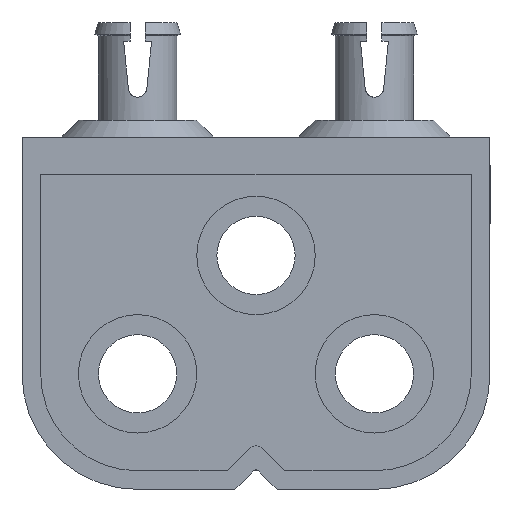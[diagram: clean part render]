
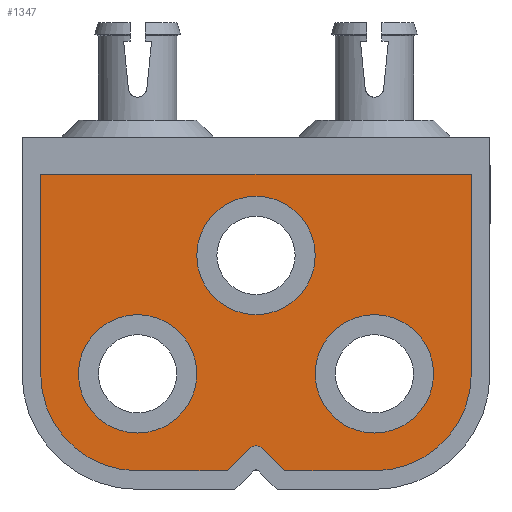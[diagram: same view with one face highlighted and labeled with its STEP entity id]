
A CAD part, front view. The second image highlights one B-rep face of the part: STEP entity #1347.
In plain terms, the highlighted planar face has unit normal (0, -1, 0).
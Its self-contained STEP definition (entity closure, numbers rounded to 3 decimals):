
#426=CARTESIAN_POINT('',(5.996,-4.175,-16.708));
#427=VERTEX_POINT('',#426);
#428=CARTESIAN_POINT('',(6.704,-4.175,-16.708));
#429=VERTEX_POINT('',#428);
#430=CARTESIAN_POINT('',(6.35,-4.175,-17.062));
#431=DIRECTION('',(0.0,1.0,0.0));
#432=DIRECTION('',(-0.707,0.0,0.707));
#433=AXIS2_PLACEMENT_3D('',#430,#431,#432);
#434=CIRCLE('',#433,0.5);
#435=EDGE_CURVE('',#427,#429,#434,.T.);
#489=CARTESIAN_POINT('',(4.804,-4.175,-17.9));
#490=VERTEX_POINT('',#489);
#491=CARTESIAN_POINT('',(4.804,-4.175,-17.9));
#492=DIRECTION('',(0.707,0.0,0.707));
#493=VECTOR('',#492,1.686);
#494=LINE('',#491,#493);
#495=EDGE_CURVE('',#490,#427,#494,.T.);
#513=CARTESIAN_POINT('',(7.896,-4.175,-17.9));
#514=VERTEX_POINT('',#513);
#515=CARTESIAN_POINT('',(6.704,-4.175,-16.708));
#516=DIRECTION('',(0.707,0.0,-0.707));
#517=VECTOR('',#516,1.686);
#518=LINE('',#515,#517);
#519=EDGE_CURVE('',#429,#514,#518,.T.);
#538=CARTESIAN_POINT('',(0.,-4.175,-17.9));
#539=VERTEX_POINT('',#538);
#540=CARTESIAN_POINT('',(0.,-4.175,-17.9));
#541=DIRECTION('',(1.0,0.0,0.0));
#542=VECTOR('',#541,4.804);
#543=LINE('',#540,#542);
#544=EDGE_CURVE('',#539,#490,#543,.T.);
#563=CARTESIAN_POINT('',(12.7,-4.175,-17.9));
#564=VERTEX_POINT('',#563);
#571=CARTESIAN_POINT('',(7.896,-4.175,-17.9));
#572=DIRECTION('',(1.0,0.0,0.0));
#573=VECTOR('',#572,4.804);
#574=LINE('',#571,#573);
#575=EDGE_CURVE('',#514,#564,#574,.T.);
#953=CARTESIAN_POINT('',(9.525,-4.175,-12.7));
#954=VERTEX_POINT('',#953);
#955=CARTESIAN_POINT('',(12.7,-4.175,-12.7));
#956=DIRECTION('',(0.0,1.0,0.0));
#957=DIRECTION('',(1.0,0.0,0.0));
#958=AXIS2_PLACEMENT_3D('',#955,#956,#957);
#959=CIRCLE('',#958,3.175);
#960=EDGE_CURVE('',#954,#954,#959,.T.);
#1025=CARTESIAN_POINT('',(-3.175,-4.175,-12.7));
#1026=VERTEX_POINT('',#1025);
#1027=CARTESIAN_POINT('',(0.,-4.175,-12.7));
#1028=DIRECTION('',(0.0,1.0,0.0));
#1029=DIRECTION('',(1.0,0.0,0.0));
#1030=AXIS2_PLACEMENT_3D('',#1027,#1028,#1029);
#1031=CIRCLE('',#1030,3.175);
#1032=EDGE_CURVE('',#1026,#1026,#1031,.T.);
#1097=CARTESIAN_POINT('',(3.175,-4.175,-6.35));
#1098=VERTEX_POINT('',#1097);
#1099=CARTESIAN_POINT('',(6.35,-4.175,-6.35));
#1100=DIRECTION('',(0.0,1.0,0.0));
#1101=DIRECTION('',(1.0,0.0,0.0));
#1102=AXIS2_PLACEMENT_3D('',#1099,#1100,#1101);
#1103=CIRCLE('',#1102,3.175);
#1104=EDGE_CURVE('',#1098,#1098,#1103,.T.);
#1223=CARTESIAN_POINT('',(17.9,-4.175,-12.7));
#1224=VERTEX_POINT('',#1223);
#1225=CARTESIAN_POINT('',(17.9,-4.175,-2.));
#1226=VERTEX_POINT('',#1225);
#1227=CARTESIAN_POINT('',(17.9,-4.175,-12.7));
#1228=DIRECTION('',(0.0,0.0,1.0));
#1229=VECTOR('',#1228,10.7);
#1230=LINE('',#1227,#1229);
#1231=EDGE_CURVE('',#1224,#1226,#1230,.T.);
#1254=CARTESIAN_POINT('',(12.7,-4.175,-12.7));
#1255=DIRECTION('',(0.0,-1.0,0.0));
#1256=DIRECTION('',(1.0,0.0,0.0));
#1257=AXIS2_PLACEMENT_3D('',#1254,#1255,#1256);
#1258=CIRCLE('',#1257,5.2);
#1259=EDGE_CURVE('',#564,#1224,#1258,.T.);
#1272=CARTESIAN_POINT('',(-5.2,-4.175,-12.7));
#1273=VERTEX_POINT('',#1272);
#1274=CARTESIAN_POINT('',(0.,-4.175,-12.7));
#1275=DIRECTION('',(0.0,-1.0,0.0));
#1276=DIRECTION('',(0.0,0.0,-1.0));
#1277=AXIS2_PLACEMENT_3D('',#1274,#1275,#1276);
#1278=CIRCLE('',#1277,5.2);
#1279=EDGE_CURVE('',#1273,#539,#1278,.T.);
#1297=CARTESIAN_POINT('',(-5.2,-4.175,-2.));
#1298=VERTEX_POINT('',#1297);
#1299=CARTESIAN_POINT('',(-5.2,-4.175,-2.));
#1300=DIRECTION('',(0.0,0.0,-1.0));
#1301=VECTOR('',#1300,10.7);
#1302=LINE('',#1299,#1301);
#1303=EDGE_CURVE('',#1298,#1273,#1302,.T.);
#1316=CARTESIAN_POINT('',(6.35,-4.175,-8.756));
#1317=DIRECTION('',(0.0,1.0,0.0));
#1318=DIRECTION('',(0.0,0.0,1.0));
#1319=AXIS2_PLACEMENT_3D('',#1316,#1317,#1318);
#1320=PLANE('',#1319);
#1321=ORIENTED_EDGE('',*,*,#519,.T.);
#1322=ORIENTED_EDGE('',*,*,#575,.T.);
#1323=ORIENTED_EDGE('',*,*,#1259,.T.);
#1324=ORIENTED_EDGE('',*,*,#1231,.T.);
#1325=CARTESIAN_POINT('',(-5.2,-4.175,-2.0));
#1326=DIRECTION('',(1.0,0.0,0.0));
#1327=VECTOR('',#1326,23.1);
#1328=LINE('',#1325,#1327);
#1329=EDGE_CURVE('',#1298,#1226,#1328,.T.);
#1330=ORIENTED_EDGE('',*,*,#1329,.F.);
#1331=ORIENTED_EDGE('',*,*,#1303,.T.);
#1332=ORIENTED_EDGE('',*,*,#1279,.T.);
#1333=ORIENTED_EDGE('',*,*,#544,.T.);
#1334=ORIENTED_EDGE('',*,*,#495,.T.);
#1335=ORIENTED_EDGE('',*,*,#435,.T.);
#1336=EDGE_LOOP('',(#1321,#1322,#1323,#1324,#1330,#1331,#1332,#1333,#1334,#1335));
#1337=FACE_OUTER_BOUND('',#1336,.T.);
#1338=ORIENTED_EDGE('',*,*,#960,.T.);
#1339=EDGE_LOOP('',(#1338));
#1340=FACE_BOUND('',#1339,.T.);
#1341=ORIENTED_EDGE('',*,*,#1032,.T.);
#1342=EDGE_LOOP('',(#1341));
#1343=FACE_BOUND('',#1342,.T.);
#1344=ORIENTED_EDGE('',*,*,#1104,.T.);
#1345=EDGE_LOOP('',(#1344));
#1346=FACE_BOUND('',#1345,.T.);
#1347=ADVANCED_FACE('',(#1337,#1340,#1343,#1346),#1320,.F.);
